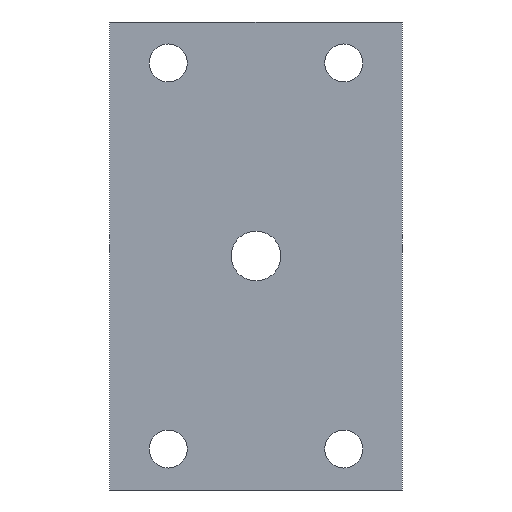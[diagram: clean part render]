
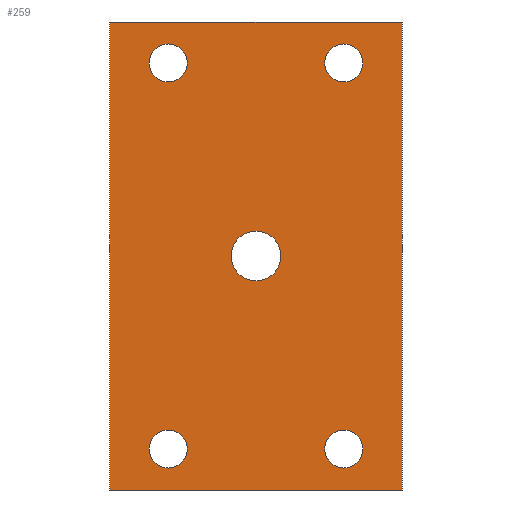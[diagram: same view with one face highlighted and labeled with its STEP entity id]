
A CAD part, front view. The second image highlights one B-rep face of the part: STEP entity #259.
In plain terms, the highlighted planar face has unit normal (0, -1, 0).
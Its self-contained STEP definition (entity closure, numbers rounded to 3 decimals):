
#3 = ORIENTED_EDGE ( 'NONE', *, *, #560, .T. ) ;
#8 = EDGE_CURVE ( 'NONE', #356, #206, #503, .T. ) ;
#10 = CARTESIAN_POINT ( 'NONE',  ( 20.89, 0., -29.509 ) ) ;
#12 = CARTESIAN_POINT ( 'NONE',  ( 20.89, 0., -26.259 ) ) ;
#21 = EDGE_CURVE ( 'NONE', #183, #389, #57, .T. ) ;
#31 = EDGE_CURVE ( 'NONE', #206, #356, #66, .T. ) ;
#32 = FACE_BOUND ( 'NONE', #330, .T. ) ;
#37 = AXIS2_PLACEMENT_3D ( 'NONE', #464, #88, #129 ) ;
#41 = CARTESIAN_POINT ( 'NONE',  ( 5.89, 0., 2.491 ) ) ;
#45 = EDGE_CURVE ( 'NONE', #400, #385, #232, .T. ) ;
#46 = ORIENTED_EDGE ( 'NONE', *, *, #406, .F. ) ;
#49 = DIRECTION ( 'NONE',  ( 0., 1., 0. ) ) ;
#57 = LINE ( 'NONE', #316, #122 ) ;
#59 = DIRECTION ( 'NONE',  ( 0., 0., -1. ) ) ;
#63 = DIRECTION ( 'NONE',  ( 0., 0., -1. ) ) ;
#66 = CIRCLE ( 'NONE', #141, 3.25 ) ;
#75 = CARTESIAN_POINT ( 'NONE',  ( -9.11, 0., 39.741 ) ) ;
#80 = EDGE_CURVE ( 'NONE', #264, #553, #132, .T. ) ;
#86 = EDGE_LOOP ( 'NONE', ( #249, #528 ) ) ;
#88 = DIRECTION ( 'NONE',  ( 0., -1., 0. ) ) ;
#93 = LINE ( 'NONE', #526, #252 ) ;
#99 = CARTESIAN_POINT ( 'NONE',  ( -9.11, 0., -26.259 ) ) ;
#102 = CIRCLE ( 'NONE', #357, 4.25 ) ;
#122 = VECTOR ( 'NONE', #488, 1000. ) ;
#127 = CARTESIAN_POINT ( 'NONE',  ( 30.89, 0., 46.741 ) ) ;
#129 = DIRECTION ( 'NONE',  ( 0., 0., -1. ) ) ;
#132 = CIRCLE ( 'NONE', #456, 3.25 ) ;
#138 = DIRECTION ( 'NONE',  ( 0., 0., -1. ) ) ;
#139 = EDGE_CURVE ( 'NONE', #286, #183, #453, .T. ) ;
#140 = DIRECTION ( 'NONE',  ( 0., 1., 0. ) ) ;
#141 = AXIS2_PLACEMENT_3D ( 'NONE', #434, #313, #536 ) ;
#155 = ORIENTED_EDGE ( 'NONE', *, *, #21, .F. ) ;
#159 = AXIS2_PLACEMENT_3D ( 'NONE', #242, #449, #59 ) ;
#174 = ORIENTED_EDGE ( 'NONE', *, *, #189, .T. ) ;
#177 = DIRECTION ( 'NONE',  ( 0., 0., -1. ) ) ;
#183 = VERTEX_POINT ( 'NONE', #127 ) ;
#184 = ORIENTED_EDGE ( 'NONE', *, *, #401, .F. ) ;
#186 = CARTESIAN_POINT ( 'NONE',  ( 20.89, 0., -26.259 ) ) ;
#187 = CARTESIAN_POINT ( 'NONE',  ( -19.11, 0., -33.259 ) ) ;
#189 = EDGE_CURVE ( 'NONE', #419, #197, #447, .T. ) ;
#190 = DIRECTION ( 'NONE',  ( 0., 0., -1. ) ) ;
#197 = VERTEX_POINT ( 'NONE', #519 ) ;
#205 = CARTESIAN_POINT ( 'NONE',  ( 20.89, 0., 39.741 ) ) ;
#206 = VERTEX_POINT ( 'NONE', #388 ) ;
#208 = FACE_OUTER_BOUND ( 'NONE', #392, .T. ) ;
#216 = ORIENTED_EDGE ( 'NONE', *, *, #139, .F. ) ;
#217 = DIRECTION ( 'NONE',  ( 0., 1., 0. ) ) ;
#219 = FACE_BOUND ( 'NONE', #298, .T. ) ;
#232 = CIRCLE ( 'NONE', #435, 3.25 ) ;
#233 = CIRCLE ( 'NONE', #551, 3.25 ) ;
#238 = DIRECTION ( 'NONE',  ( 1., 0., 0. ) ) ;
#242 = CARTESIAN_POINT ( 'NONE',  ( 20.89, 0., 39.741 ) ) ;
#249 = ORIENTED_EDGE ( 'NONE', *, *, #473, .T. ) ;
#252 = VECTOR ( 'NONE', #361, 1000. ) ;
#253 = DIRECTION ( 'NONE',  ( 0., 0., -1. ) ) ;
#258 = VERTEX_POINT ( 'NONE', #41 ) ;
#259 = ADVANCED_FACE ( 'NONE', ( #345, #297, #219, #477, #32, #208 ), #340, .T. ) ;
#264 = VERTEX_POINT ( 'NONE', #471 ) ;
#268 = EDGE_CURVE ( 'NONE', #197, #419, #233, .T. ) ;
#270 = DIRECTION ( 'NONE',  ( 0., 1., 0. ) ) ;
#284 = EDGE_CURVE ( 'NONE', #258, #480, #102, .T. ) ;
#286 = VERTEX_POINT ( 'NONE', #343 ) ;
#287 = CARTESIAN_POINT ( 'NONE',  ( 5.89, 0., 10.991 ) ) ;
#289 = ORIENTED_EDGE ( 'NONE', *, *, #284, .F. ) ;
#294 = DIRECTION ( 'NONE',  ( 0., 0., -1. ) ) ;
#297 = FACE_BOUND ( 'NONE', #475, .T. ) ;
#298 = EDGE_LOOP ( 'NONE', ( #398, #3 ) ) ;
#299 = AXIS2_PLACEMENT_3D ( 'NONE', #12, #49, #190 ) ;
#304 = CARTESIAN_POINT ( 'NONE',  ( 5.89, 0., 6.741 ) ) ;
#307 = CARTESIAN_POINT ( 'NONE',  ( -9.11, 0., 39.741 ) ) ;
#313 = DIRECTION ( 'NONE',  ( 0., 1., 0. ) ) ;
#316 = CARTESIAN_POINT ( 'NONE',  ( 30.89, 0., 46.741 ) ) ;
#318 = ORIENTED_EDGE ( 'NONE', *, *, #268, .T. ) ;
#330 = EDGE_LOOP ( 'NONE', ( #289, #346 ) ) ;
#332 = AXIS2_PLACEMENT_3D ( 'NONE', #307, #469, #566 ) ;
#335 = CARTESIAN_POINT ( 'NONE',  ( -19.11, 0., 46.741 ) ) ;
#340 = PLANE ( 'NONE',  #37 ) ;
#343 = CARTESIAN_POINT ( 'NONE',  ( -19.11, 0., 46.741 ) ) ;
#345 = FACE_BOUND ( 'NONE', #86, .T. ) ;
#346 = ORIENTED_EDGE ( 'NONE', *, *, #376, .F. ) ;
#352 = CARTESIAN_POINT ( 'NONE',  ( 20.89, 0., -23.009 ) ) ;
#356 = VERTEX_POINT ( 'NONE', #429 ) ;
#357 = AXIS2_PLACEMENT_3D ( 'NONE', #304, #391, #253 ) ;
#361 = DIRECTION ( 'NONE',  ( 0., 0., 1. ) ) ;
#363 = CARTESIAN_POINT ( 'NONE',  ( 20.89, 0., 42.991 ) ) ;
#371 = EDGE_LOOP ( 'NONE', ( #174, #318 ) ) ;
#376 = EDGE_CURVE ( 'NONE', #480, #258, #404, .T. ) ;
#377 = DIRECTION ( 'NONE',  ( 0., 1., 0. ) ) ;
#385 = VERTEX_POINT ( 'NONE', #10 ) ;
#388 = CARTESIAN_POINT ( 'NONE',  ( -9.11, 0., -29.509 ) ) ;
#389 = VERTEX_POINT ( 'NONE', #571 ) ;
#391 = DIRECTION ( 'NONE',  ( 0., -1., 0. ) ) ;
#392 = EDGE_LOOP ( 'NONE', ( #155, #216, #46, #184 ) ) ;
#396 = LINE ( 'NONE', #187, #484 ) ;
#398 = ORIENTED_EDGE ( 'NONE', *, *, #45, .T. ) ;
#400 = VERTEX_POINT ( 'NONE', #352 ) ;
#401 = EDGE_CURVE ( 'NONE', #389, #457, #396, .T. ) ;
#404 = CIRCLE ( 'NONE', #458, 4.25 ) ;
#406 = EDGE_CURVE ( 'NONE', #457, #286, #93, .T. ) ;
#410 = DIRECTION ( 'NONE',  ( 0., -1., 0. ) ) ;
#417 = ORIENTED_EDGE ( 'NONE', *, *, #8, .T. ) ;
#419 = VERTEX_POINT ( 'NONE', #543 ) ;
#428 = CIRCLE ( 'NONE', #299, 3.25 ) ;
#429 = CARTESIAN_POINT ( 'NONE',  ( -9.11, 0., -23.009 ) ) ;
#433 = CARTESIAN_POINT ( 'NONE',  ( 5.89, 0., 6.741 ) ) ;
#434 = CARTESIAN_POINT ( 'NONE',  ( -9.11, 0., -26.259 ) ) ;
#435 = AXIS2_PLACEMENT_3D ( 'NONE', #186, #270, #437 ) ;
#437 = DIRECTION ( 'NONE',  ( 0., 0., -1. ) ) ;
#447 = CIRCLE ( 'NONE', #332, 3.25 ) ;
#449 = DIRECTION ( 'NONE',  ( 0., 1., 0. ) ) ;
#453 = LINE ( 'NONE', #335, #568 ) ;
#456 = AXIS2_PLACEMENT_3D ( 'NONE', #205, #377, #294 ) ;
#457 = VERTEX_POINT ( 'NONE', #491 ) ;
#458 = AXIS2_PLACEMENT_3D ( 'NONE', #433, #410, #63 ) ;
#464 = CARTESIAN_POINT ( 'NONE',  ( 0., 0., 0. ) ) ;
#469 = DIRECTION ( 'NONE',  ( 0., 1., 0. ) ) ;
#470 = ORIENTED_EDGE ( 'NONE', *, *, #31, .T. ) ;
#471 = CARTESIAN_POINT ( 'NONE',  ( 20.89, 0., 36.491 ) ) ;
#473 = EDGE_CURVE ( 'NONE', #553, #264, #522, .T. ) ;
#475 = EDGE_LOOP ( 'NONE', ( #417, #470 ) ) ;
#477 = FACE_BOUND ( 'NONE', #371, .T. ) ;
#480 = VERTEX_POINT ( 'NONE', #287 ) ;
#484 = VECTOR ( 'NONE', #535, 1000. ) ;
#488 = DIRECTION ( 'NONE',  ( 0., 0., -1. ) ) ;
#491 = CARTESIAN_POINT ( 'NONE',  ( -19.11, 0., -33.259 ) ) ;
#503 = CIRCLE ( 'NONE', #539, 3.25 ) ;
#519 = CARTESIAN_POINT ( 'NONE',  ( -9.11, 0., 36.491 ) ) ;
#522 = CIRCLE ( 'NONE', #159, 3.25 ) ;
#526 = CARTESIAN_POINT ( 'NONE',  ( -19.11, 0., 46.741 ) ) ;
#528 = ORIENTED_EDGE ( 'NONE', *, *, #80, .T. ) ;
#535 = DIRECTION ( 'NONE',  ( -1., 0., 0. ) ) ;
#536 = DIRECTION ( 'NONE',  ( 0., 0., -1. ) ) ;
#539 = AXIS2_PLACEMENT_3D ( 'NONE', #99, #140, #138 ) ;
#543 = CARTESIAN_POINT ( 'NONE',  ( -9.11, 0., 42.991 ) ) ;
#551 = AXIS2_PLACEMENT_3D ( 'NONE', #75, #217, #177 ) ;
#553 = VERTEX_POINT ( 'NONE', #363 ) ;
#560 = EDGE_CURVE ( 'NONE', #385, #400, #428, .T. ) ;
#566 = DIRECTION ( 'NONE',  ( 0., 0., -1. ) ) ;
#568 = VECTOR ( 'NONE', #238, 1000. ) ;
#571 = CARTESIAN_POINT ( 'NONE',  ( 30.89, 0., -33.259 ) ) ;
